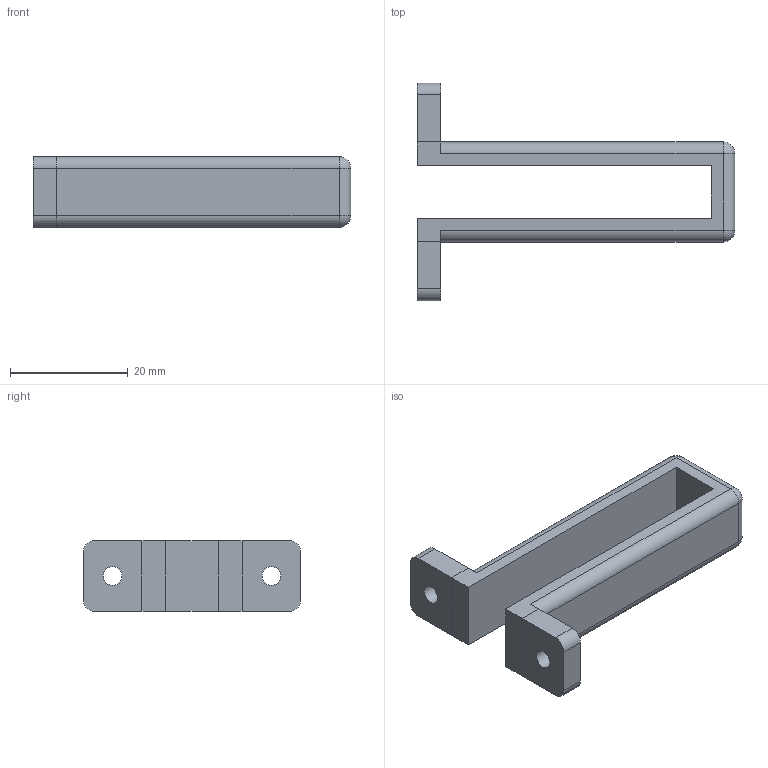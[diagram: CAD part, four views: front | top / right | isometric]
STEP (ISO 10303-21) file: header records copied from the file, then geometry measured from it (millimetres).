
FILE_DESCRIPTION(('FreeCAD Model'),'2;1');
FILE_NAME('drzak_baterie_objimka.step', '2021-03-15T16:01:23',('Author'),(''), 'Open CASCADE STEP processor 7.3','FreeCAD','Unknown');
FILE_SCHEMA(('AUTOMOTIVE_DESIGN { 1 0 10303 214 1 1 1 1 }'));
Length unit declared in the file: millimetre
Products named in the file (1): Fillet001
Bounding box: 54 x 37 x 12 mm (x, y, z)
Volume: 6281.8 mm3; surface area: 4287.4 mm2
Topology: 1 solids, 1 shells, 38 faces, 96 edges, 56 vertices
Faces by surface type: plane 20, cylinder 14, sphere 4
Full cylindrical faces by diameter (mm): 3.2 x2
Entity records: 2329 total; most frequent: CARTESIAN_POINT 435, DIRECTION 358, LINE 216, VECTOR 216, ORIENTED_EDGE 184, PCURVE 184, DEFINITIONAL_REPRESENTATION 184, EDGE_CURVE 92
